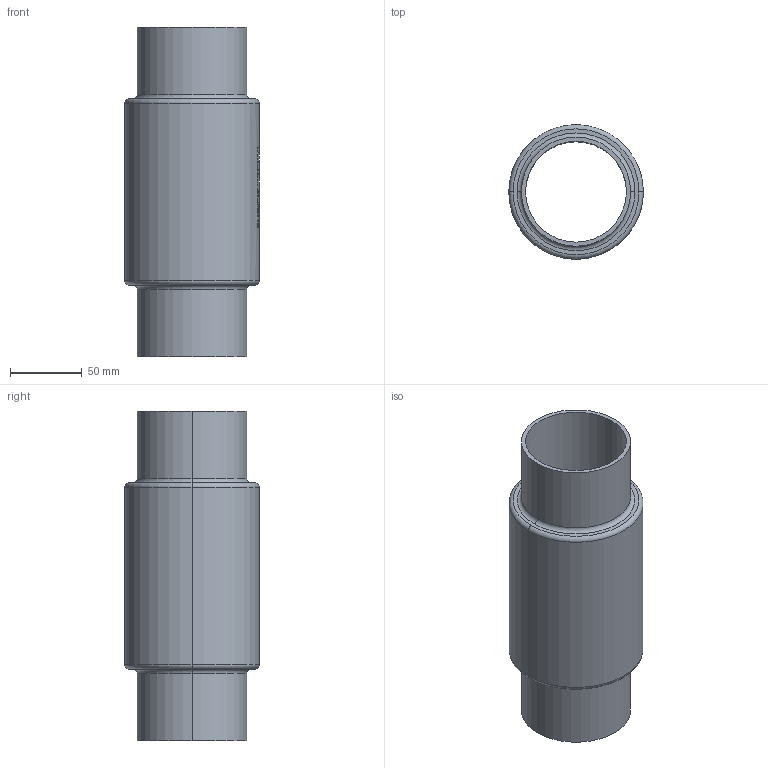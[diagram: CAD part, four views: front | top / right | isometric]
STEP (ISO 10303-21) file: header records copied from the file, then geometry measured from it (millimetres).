
FILE_DESCRIPTION (( 'STEP AP214' ), '1' );
FILE_NAME ('7110000_DN065_ PN06_51420113.STEP', '2022-03-04T07:37:28', ( 'axxx' ), ( 'Hewlett-Packard Company' ), 'SwSTEP 2.0', 'SolidWorks 2019', '' );
FILE_SCHEMA (( 'AUTOMOTIVE_DESIGN' ));
Length unit declared in the file: millimetre
Products named in the file (1): 7110000_DN065_ PN06_51420113
Bounding box: 93.8 x 93.8 x 230 mm (x, y, z)
Volume: 459311.1 mm3; surface area: 121473.2 mm2
Topology: 1 solids, 1 shells, 506 faces, 1360 edges, 904 vertices
Faces by surface type: plane 241, bspline 219, cylinder 38, torus 8
Entity records: 28409 total; most frequent: CARTESIAN_POINT 17308, ORIENTED_EDGE 2720, DIRECTION 1523, EDGE_CURVE 1360, VERTEX_POINT 904, VECTOR 731, LINE 731, EDGE_LOOP 556
